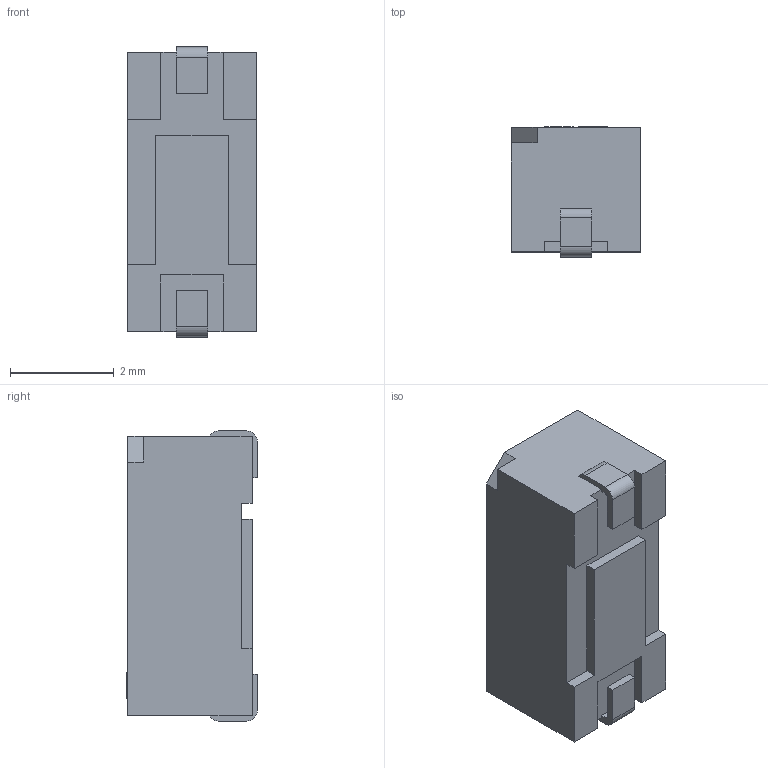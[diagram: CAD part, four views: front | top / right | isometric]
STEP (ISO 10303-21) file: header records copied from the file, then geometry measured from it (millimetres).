
FILE_DESCRIPTION (( 'STEP AP214' ), '1' );
FILE_NAME ('CHS-01TA.STEP', '2021-06-05T09:16:10', ( '' ), ( '' ), 'SwSTEP 2.0', 'SolidWorks 2020', '' );
FILE_SCHEMA (( 'AUTOMOTIVE_DESIGN' ));
Length unit declared in the file: millimetre
Products named in the file (4): _CHS-slider.stp; CHS-01TA; _CHS-01-J-body.stp; CHS-01TA.stp
Assembly tree (3 placements, depth 3):
  CHS-01TA
    CHS-01TA.stp
      _CHS-01-J-body.stp
      _CHS-slider.stp
Bounding box: 2.5 x 2.52 x 5.6 mm (x, y, z)
Volume: 30.7 mm3; surface area: 74.5 mm2
Topology: 2 solids, 2 shells, 102 faces, 278 edges, 184 vertices
Faces by surface type: plane 76, cylinder 26
Entity records: 3854 total; most frequent: CARTESIAN_POINT 607, ORIENTED_EDGE 556, DIRECTION 524, EDGE_CURVE 278, LINE 226, VECTOR 226, VERTEX_POINT 184, AXIS2_PLACEMENT_3D 149
